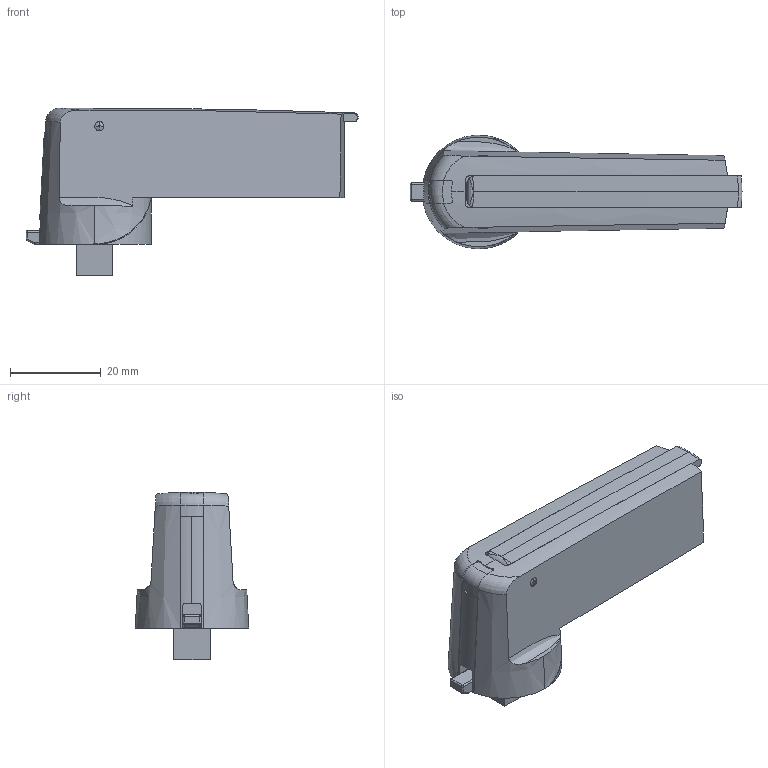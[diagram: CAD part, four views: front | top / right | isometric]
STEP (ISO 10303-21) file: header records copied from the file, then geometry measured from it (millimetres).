
FILE_DESCRIPTION(('STEP AP214'),'1');
FILE_NAME('cctmp_2934C2DE-4FCD-4384-B056-B01522D7435B_2025_06_25_09_46_42_0994..stp','2025-06-25T07:46:43',('SIEMENS A&D'),('CADClick - www.CADClick.com'),'Spatial InterOp 3D postprocessed',' ','unknown authorization');
FILE_SCHEMA(('AUTOMOTIVE_DESIGN'));
Length unit declared in the file: millimetre
Products named in the file (3): cc_unnamed; 2025_06_25_09_46_42_0963; 2025_06_25_09_46_42_0925
Assembly tree (2 placements, depth 2):
  cc_unnamed
    2025_06_25_09_46_42_0963
    2025_06_25_09_46_42_0925
Bounding box: 73.14 x 24.99 x 37 mm (x, y, z)
Volume: 25245 mm3; surface area: 7858.4 mm2
Topology: 2 solids, 2 shells, 114 faces, 298 edges, 187 vertices
Faces by surface type: cylinder 40, plane 36, sphere 14, bspline 10, torus 9, cone 5
Entity records: 10795 total; most frequent: CARTESIAN_POINT 5782, STYLED_ITEM 595, PRESENTATION_STYLE_ASSIGNMENT 595, ORIENTED_EDGE 584, DIRECTION 533, EDGE_CURVE 292, CURVE_STYLE 292, DRAUGHTING_PRE_DEFINED_CURVE_FONT 292
